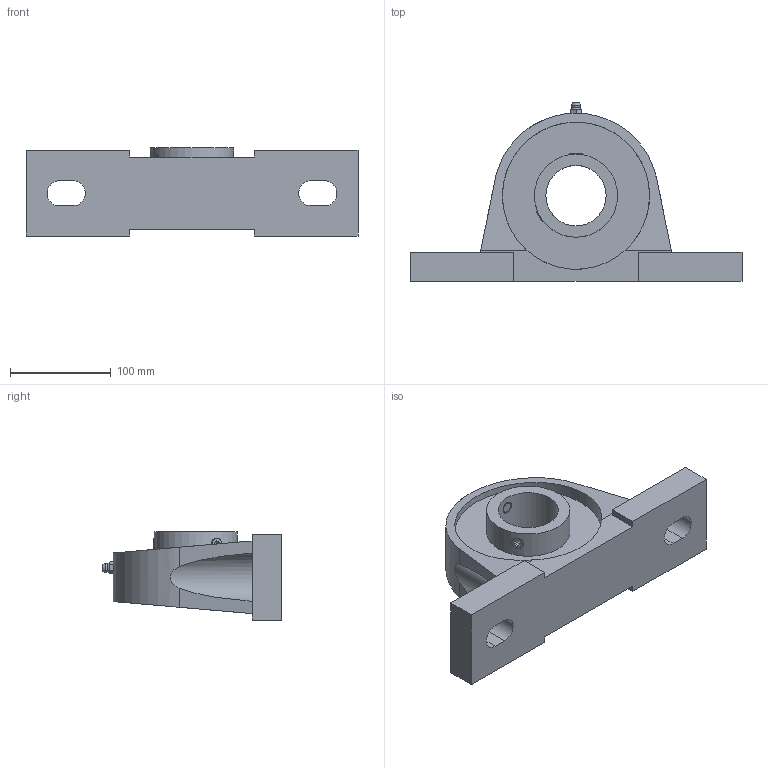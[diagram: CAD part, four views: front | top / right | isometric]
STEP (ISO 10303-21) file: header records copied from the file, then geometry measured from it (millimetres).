
FILE_DESCRIPTION( ( 'STEP AP214' ), ' ' );
FILE_NAME( 'UCP312.stp', '2018-05-30T06:16:20', ( '' ), ( '' ), ' ', 'PARTsolutions', ' ' );
FILE_SCHEMA( ( 'AUTOMOTIVE_DESIGN { 1 0 10303 214 1 1 1 1 }' ) );
Length unit declared in the file: millimetre
Products named in the file (2): UCP312; _UCP312.-Housing
Assembly tree (1 placements, depth 2):
  UCP312
    _UCP312.-Housing
Bounding box: 330 x 177.5 x 87.5 mm (x, y, z)
Volume: 1494003.9 mm3; surface area: 161139.8 mm2
Topology: 1 solids, 1 shells, 95 faces, 236 edges, 152 vertices
Faces by surface type: plane 54, cylinder 20, cone 19, torus 2
Full cylindrical faces by diameter (mm): 7.38 x2, 12 x4, 60 x1, 82.6 x2, 146.25 x2
Entity records: 3948 total; most frequent: CARTESIAN_POINT 1039, DIRECTION 424, ORIENTED_EDGE 410, EDGE_CURVE 205, AXIS2_PLACEMENT_3D 154, VERTEX_POINT 143, EDGE_LOOP 130, LINE 116
